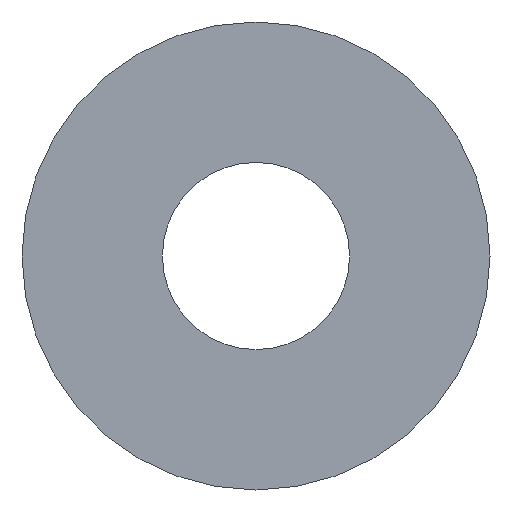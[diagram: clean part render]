
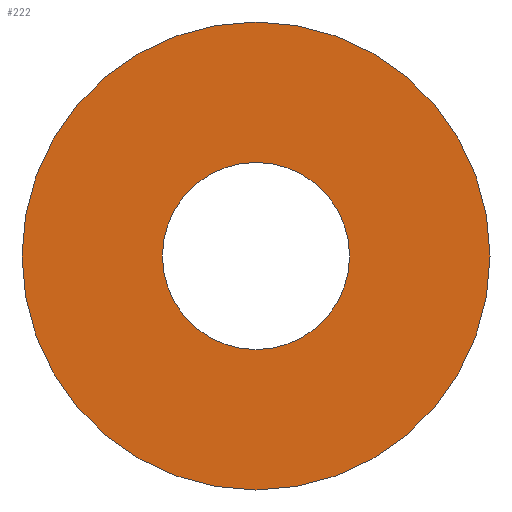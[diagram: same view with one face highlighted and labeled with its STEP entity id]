
A CAD part, left-side view. The second image highlights one B-rep face of the part: STEP entity #222.
In plain terms, the highlighted planar face has unit normal (-1, 0, 0).
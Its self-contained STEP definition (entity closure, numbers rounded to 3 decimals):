
#12 = CARTESIAN_POINT ( 'NONE',  ( 0., 0., 6. ) ) ;
#19 = DIRECTION ( 'NONE',  ( 1., 0., 0. ) ) ;
#21 = CARTESIAN_POINT ( 'NONE',  ( 0., 0., 0. ) ) ;
#22 = CIRCLE ( 'NONE', #43, 6. ) ;
#35 = EDGE_LOOP ( 'NONE', ( #234, #125 ) ) ;
#43 = AXIS2_PLACEMENT_3D ( 'NONE', #272, #19, #295 ) ;
#70 = CARTESIAN_POINT ( 'NONE',  ( 0., 0., 0. ) ) ;
#77 = CARTESIAN_POINT ( 'NONE',  ( 0., 0., 0. ) ) ;
#87 = EDGE_LOOP ( 'NONE', ( #191, #263 ) ) ;
#92 = DIRECTION ( 'NONE',  ( 1., 0., 0. ) ) ;
#101 = DIRECTION ( 'NONE',  ( 1., 0., 0. ) ) ;
#103 = CARTESIAN_POINT ( 'NONE',  ( 0., 0., 0. ) ) ;
#108 = EDGE_CURVE ( 'NONE', #164, #111, #22, .T. ) ;
#111 = VERTEX_POINT ( 'NONE', #12 ) ;
#125 = ORIENTED_EDGE ( 'NONE', *, *, #294, .T. ) ;
#147 = EDGE_CURVE ( 'NONE', #111, #164, #170, .T. ) ;
#148 = FACE_BOUND ( 'NONE', #87, .T. ) ;
#150 = DIRECTION ( 'NONE',  ( 0., 0., 1. ) ) ;
#151 = AXIS2_PLACEMENT_3D ( 'NONE', #70, #101, #203 ) ;
#158 = CARTESIAN_POINT ( 'NONE',  ( 0., 0., 15. ) ) ;
#164 = VERTEX_POINT ( 'NONE', #324 ) ;
#170 = CIRCLE ( 'NONE', #259, 6. ) ;
#174 = DIRECTION ( 'NONE',  ( -1., 0., 0. ) ) ;
#182 = CARTESIAN_POINT ( 'NONE',  ( 0., 0., -15. ) ) ;
#191 = ORIENTED_EDGE ( 'NONE', *, *, #108, .T. ) ;
#203 = DIRECTION ( 'NONE',  ( 0., 0., -1. ) ) ;
#222 = ADVANCED_FACE ( 'NONE', ( #148, #256 ), #328, .F. ) ;
#227 = DIRECTION ( 'NONE',  ( 0., 0., -1. ) ) ;
#234 = ORIENTED_EDGE ( 'NONE', *, *, #237, .T. ) ;
#237 = EDGE_CURVE ( 'NONE', #296, #300, #279, .T. ) ;
#256 = FACE_OUTER_BOUND ( 'NONE', #35, .T. ) ;
#259 = AXIS2_PLACEMENT_3D ( 'NONE', #21, #92, #227 ) ;
#263 = ORIENTED_EDGE ( 'NONE', *, *, #147, .T. ) ;
#272 = CARTESIAN_POINT ( 'NONE',  ( 0., 0., 0. ) ) ;
#274 = AXIS2_PLACEMENT_3D ( 'NONE', #77, #307, #308 ) ;
#279 = CIRCLE ( 'NONE', #311, 15. ) ;
#287 = CIRCLE ( 'NONE', #274, 15. ) ;
#294 = EDGE_CURVE ( 'NONE', #300, #296, #287, .T. ) ;
#295 = DIRECTION ( 'NONE',  ( 0., 0., -1. ) ) ;
#296 = VERTEX_POINT ( 'NONE', #158 ) ;
#300 = VERTEX_POINT ( 'NONE', #182 ) ;
#307 = DIRECTION ( 'NONE',  ( -1., 0., 0. ) ) ;
#308 = DIRECTION ( 'NONE',  ( 0., 0., 1. ) ) ;
#311 = AXIS2_PLACEMENT_3D ( 'NONE', #103, #174, #150 ) ;
#324 = CARTESIAN_POINT ( 'NONE',  ( 0., 0., -6. ) ) ;
#328 = PLANE ( 'NONE',  #151 ) ;
